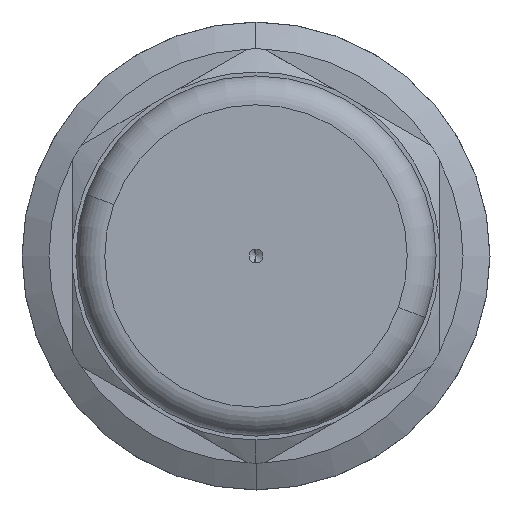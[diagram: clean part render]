
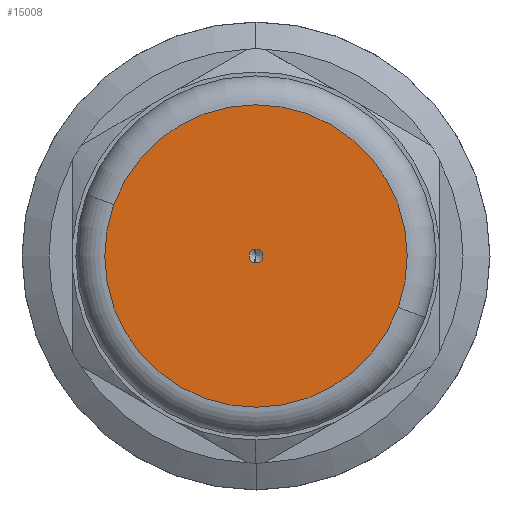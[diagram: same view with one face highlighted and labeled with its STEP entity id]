
A CAD part, left-side view. The second image highlights one B-rep face of the part: STEP entity #15008.
In plain terms, the highlighted planar face has unit normal (-1, 0, 0).
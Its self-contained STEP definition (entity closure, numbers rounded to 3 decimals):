
#285 = CARTESIAN_POINT ( 'NONE',  ( -22.25, 0., 0. ) ) ;
#312 = DIRECTION ( 'NONE',  ( 0., -0.94, -0.34 ) ) ;
#369 = CIRCLE ( 'NONE', #15833, 0.6 ) ;
#713 = FACE_OUTER_BOUND ( 'NONE', #14514, .T. ) ;
#1335 = CIRCLE ( 'NONE', #2459, 0.6 ) ;
#1639 = CARTESIAN_POINT ( 'NONE',  ( -22.25, 0., 0. ) ) ;
#1784 = DIRECTION ( 'NONE',  ( 1., 0., 0. ) ) ;
#1948 = ORIENTED_EDGE ( 'NONE', *, *, #9964, .T. ) ;
#2200 = CARTESIAN_POINT ( 'NONE',  ( -22.25, 0., 0. ) ) ;
#2459 = AXIS2_PLACEMENT_3D ( 'NONE', #285, #14645, #9378 ) ;
#3595 = DIRECTION ( 'NONE',  ( 0., -0.94, -0.34 ) ) ;
#3806 = CARTESIAN_POINT ( 'NONE',  ( -22.25, -0.564, -0.204 ) ) ;
#3922 = EDGE_CURVE ( 'NONE', #16484, #9632, #11686, .T. ) ;
#4342 = ORIENTED_EDGE ( 'NONE', *, *, #3922, .F. ) ;
#4855 = EDGE_CURVE ( 'NONE', #11525, #7128, #1335, .T. ) ;
#5567 = CARTESIAN_POINT ( 'NONE',  ( -22.25, 0., 0. ) ) ;
#6263 = CIRCLE ( 'NONE', #13374, 13.075 ) ;
#6675 = CARTESIAN_POINT ( 'NONE',  ( -22.25, 0.564, 0.204 ) ) ;
#6779 = CARTESIAN_POINT ( 'NONE',  ( -22.25, 12.294, 4.452 ) ) ;
#7128 = VERTEX_POINT ( 'NONE', #10496 ) ;
#9378 = DIRECTION ( 'NONE',  ( 0., -0.94, -0.34 ) ) ;
#9388 = DIRECTION ( 'NONE',  ( 0., -0.94, -0.34 ) ) ;
#9632 = VERTEX_POINT ( 'NONE', #14897 ) ;
#9685 = EDGE_CURVE ( 'NONE', #9632, #16484, #6263, .T. ) ;
#9964 = EDGE_CURVE ( 'NONE', #7128, #11525, #369, .T. ) ;
#10496 = CARTESIAN_POINT ( 'NONE',  ( -22.25, -0.564, -0.204 ) ) ;
#11448 = ORIENTED_EDGE ( 'NONE', *, *, #9685, .F. ) ;
#11525 = VERTEX_POINT ( 'NONE', #6675 ) ;
#11553 = PLANE ( 'NONE',  #14057 ) ;
#11686 = CIRCLE ( 'NONE', #11877, 13.075 ) ;
#11877 = AXIS2_PLACEMENT_3D ( 'NONE', #1639, #13244, #312 ) ;
#12844 = DIRECTION ( 'NONE',  ( 0., 0.94, 0.34 ) ) ;
#13244 = DIRECTION ( 'NONE',  ( 1., 0., 0. ) ) ;
#13374 = AXIS2_PLACEMENT_3D ( 'NONE', #2200, #15220, #3595 ) ;
#14057 = AXIS2_PLACEMENT_3D ( 'NONE', #3806, #15585, #12844 ) ;
#14232 = EDGE_LOOP ( 'NONE', ( #1948, #15609 ) ) ;
#14514 = EDGE_LOOP ( 'NONE', ( #11448, #4342 ) ) ;
#14645 = DIRECTION ( 'NONE',  ( 1., 0., 0. ) ) ;
#14897 = CARTESIAN_POINT ( 'NONE',  ( -22.25, -12.294, -4.452 ) ) ;
#15008 = ADVANCED_FACE ( 'NONE', ( #16482, #713 ), #11553, .T. ) ;
#15220 = DIRECTION ( 'NONE',  ( 1., 0., 0. ) ) ;
#15585 = DIRECTION ( 'NONE',  ( -1., 0., 0. ) ) ;
#15609 = ORIENTED_EDGE ( 'NONE', *, *, #4855, .T. ) ;
#15833 = AXIS2_PLACEMENT_3D ( 'NONE', #5567, #1784, #9388 ) ;
#16482 = FACE_BOUND ( 'NONE', #14232, .T. ) ;
#16484 = VERTEX_POINT ( 'NONE', #6779 ) ;
